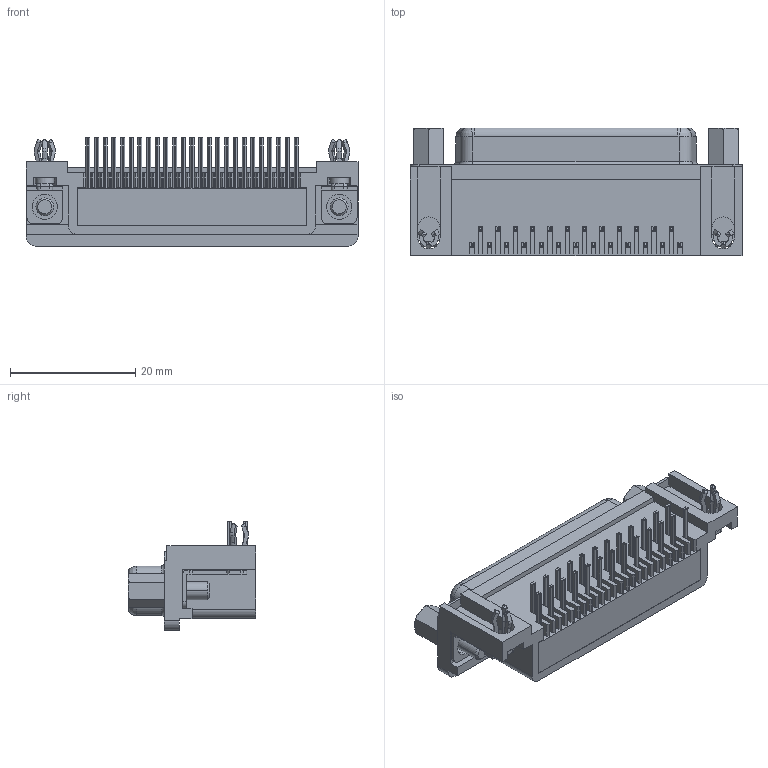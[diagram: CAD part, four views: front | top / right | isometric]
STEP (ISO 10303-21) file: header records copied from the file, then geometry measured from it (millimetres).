
FILE_DESCRIPTION((''),'2;1');
FILE_NAME('L77SDB25S1ACH4F_ASM','2016-09-14T',('henry'),(''),'PRO/ENGINEER BY PARAMETRIC TECHNOLOGY CORPORATION, 2008230','PRO/ENGINEER BY PARAMETRIC TECHNOLOGY CORPORATION, 2008230','');
FILE_SCHEMA(('CONFIG_CONTROL_DESIGN'));
Length unit declared in the file: millimetre
Products named in the file (12): 9S-H-94_118; MANIFOLD_SOLID_BREP_26972; MANIFOLD_SOLID_BREP_29133; MANIFOLD_SOLID_BREP_29808; TS-98_60_ASM_ASM; MANIFOLD_SOLID_BREP_30834; MANIFOLD_SOLID_BREP_32995; MANIFOLD_SOLID_BREP_33670; TL-98_7_ASM_ASM; D123-27S_ASM_116_ASM_ASM; D123D3S1123E11N0-H_ASM_ASM; L77SDB25S1ACH4F_ASM
Assembly tree (34 placements, depth 5):
  L77SDB25S1ACH4F_ASM
    D123D3S1123E11N0-H_ASM_ASM
      D123-27S_ASM_116_ASM_ASM
        9S-H-94_118
        TS-98_60_ASM_ASM  x12
          MANIFOLD_SOLID_BREP_26972
          MANIFOLD_SOLID_BREP_29133
          MANIFOLD_SOLID_BREP_29808
        TL-98_7_ASM_ASM  x13
          MANIFOLD_SOLID_BREP_30834
          MANIFOLD_SOLID_BREP_32995
          MANIFOLD_SOLID_BREP_33670
Bounding box: 53.04 x 20.4 x 17.28 mm (x, y, z)
Volume: 6975.2 mm3; surface area: 15646.2 mm2
Topology: 76 solids, 83 shells, 4286 faces, 10779 edges, 6616 vertices
Faces by surface type: plane 2222, cylinder 950, cone 492, bspline 386, torus 236
Entity records: 73547 total; most frequent: CARTESIAN_POINT 17124, ORIENTED_EDGE 11982, DIRECTION 11501, EDGE_CURVE 5991, VECTOR 4303, LINE 4303, VERTEX_POINT 3856, AXIS2_PLACEMENT_3D 3599
